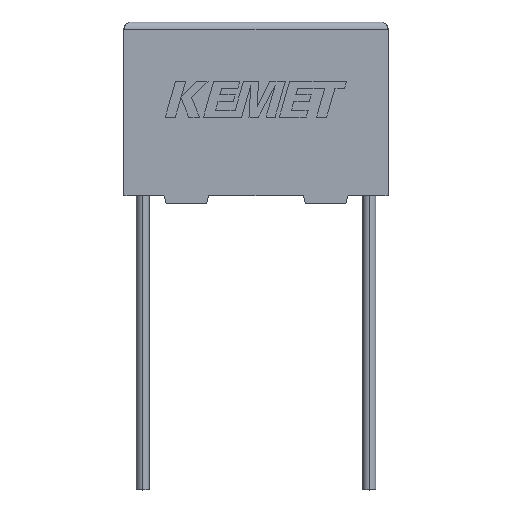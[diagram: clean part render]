
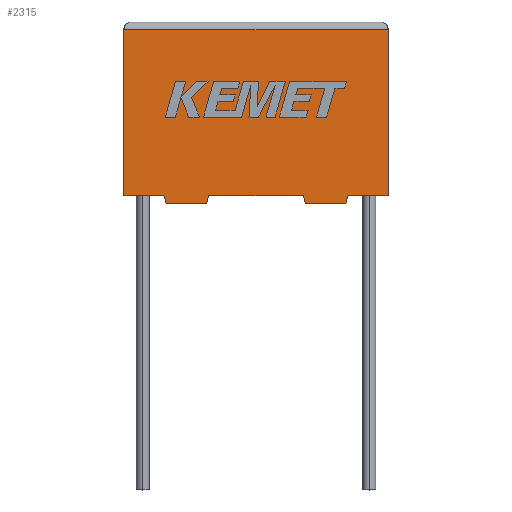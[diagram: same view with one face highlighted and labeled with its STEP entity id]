
A CAD part, top view. The second image highlights one B-rep face of the part: STEP entity #2315.
In plain terms, the highlighted planar face has unit normal (0, 0, 1).
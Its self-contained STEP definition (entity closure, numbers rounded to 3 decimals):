
#22 = DIRECTION ( 'NONE',  ( -1., 0., 0. ) ) ;
#48 = LINE ( 'NONE', #1337, #2824 ) ;
#65 = VERTEX_POINT ( 'NONE', #90 ) ;
#90 = CARTESIAN_POINT ( 'NONE',  ( 2.65, 0., 6. ) ) ;
#100 = DIRECTION ( 'NONE',  ( 1., 0., 0. ) ) ;
#125 = CARTESIAN_POINT ( 'NONE',  ( 17.5, 11., 6. ) ) ;
#153 = EDGE_CURVE ( 'NONE', #1817, #3219, #1614, .T. ) ;
#172 = VECTOR ( 'NONE', #100, 1000. ) ;
#263 = CARTESIAN_POINT ( 'NONE',  ( 2.65, 0., 6. ) ) ;
#270 = CARTESIAN_POINT ( 'NONE',  ( 2.8, -0.5, 6. ) ) ;
#276 = EDGE_CURVE ( 'NONE', #1039, #2909, #2208, .T. ) ;
#336 = CARTESIAN_POINT ( 'NONE',  ( 14.85, 0., 6. ) ) ;
#383 = CARTESIAN_POINT ( 'NONE',  ( 5.628, 0., 6. ) ) ;
#388 = DIRECTION ( 'NONE',  ( 0., -1., 0. ) ) ;
#400 = EDGE_LOOP ( 'NONE', ( #1654, #2908, #721, #2617, #1012, #2552, #3176, #757, #825, #1080, #2342, #1747 ) ) ;
#530 = CARTESIAN_POINT ( 'NONE',  ( 17.5, 0., 6. ) ) ;
#536 = CARTESIAN_POINT ( 'NONE',  ( 0., 0., 6. ) ) ;
#537 = VERTEX_POINT ( 'NONE', #2333 ) ;
#560 = EDGE_CURVE ( 'NONE', #3219, #2492, #48, .T. ) ;
#565 = VERTEX_POINT ( 'NONE', #125 ) ;
#578 = EDGE_CURVE ( 'NONE', #2088, #1894, #918, .T. ) ;
#581 = CARTESIAN_POINT ( 'NONE',  ( 0., 0., 6. ) ) ;
#625 = EDGE_CURVE ( 'NONE', #565, #3015, #1074, .T. ) ;
#677 = VECTOR ( 'NONE', #853, 1000. ) ;
#711 = LINE ( 'NONE', #1317, #2319 ) ;
#721 = ORIENTED_EDGE ( 'NONE', *, *, #1155, .T. ) ;
#741 = LINE ( 'NONE', #336, #1728 ) ;
#757 = ORIENTED_EDGE ( 'NONE', *, *, #1967, .T. ) ;
#825 = ORIENTED_EDGE ( 'NONE', *, *, #276, .F. ) ;
#853 = DIRECTION ( 'NONE',  ( 1., 0., 0. ) ) ;
#877 = LINE ( 'NONE', #1340, #2982 ) ;
#910 = VECTOR ( 'NONE', #2294, 1000. ) ;
#918 = LINE ( 'NONE', #581, #172 ) ;
#1012 = ORIENTED_EDGE ( 'NONE', *, *, #1374, .T. ) ;
#1015 = PLANE ( 'NONE',  #1672 ) ;
#1028 = DIRECTION ( 'NONE',  ( 0.287, -0.958, 0. ) ) ;
#1039 = VERTEX_POINT ( 'NONE', #1065 ) ;
#1065 = CARTESIAN_POINT ( 'NONE',  ( 12.023, -0.5, 6. ) ) ;
#1074 = LINE ( 'NONE', #2929, #2331 ) ;
#1080 = ORIENTED_EDGE ( 'NONE', *, *, #1496, .F. ) ;
#1155 = EDGE_CURVE ( 'NONE', #3015, #2778, #2399, .T. ) ;
#1317 = CARTESIAN_POINT ( 'NONE',  ( 0., 0., 6. ) ) ;
#1323 = CARTESIAN_POINT ( 'NONE',  ( 12.023, -0.5, 6. ) ) ;
#1337 = CARTESIAN_POINT ( 'NONE',  ( 5.478, -0.5, 6. ) ) ;
#1340 = CARTESIAN_POINT ( 'NONE',  ( 14.7, -0.5, 6. ) ) ;
#1374 = EDGE_CURVE ( 'NONE', #65, #1817, #1776, .T. ) ;
#1432 = DIRECTION ( 'NONE',  ( -1., 0., 0. ) ) ;
#1457 = CARTESIAN_POINT ( 'NONE',  ( 0., 0., 6. ) ) ;
#1496 = EDGE_CURVE ( 'NONE', #537, #1039, #877, .T. ) ;
#1530 = CARTESIAN_POINT ( 'NONE',  ( 5.478, -0.5, 6. ) ) ;
#1587 = CARTESIAN_POINT ( 'NONE',  ( 2.8, -0.5, 6. ) ) ;
#1614 = LINE ( 'NONE', #1587, #677 ) ;
#1641 = VECTOR ( 'NONE', #3066, 1000. ) ;
#1653 = FACE_OUTER_BOUND ( 'NONE', #400, .T. ) ;
#1654 = ORIENTED_EDGE ( 'NONE', *, *, #2837, .T. ) ;
#1660 = CARTESIAN_POINT ( 'NONE',  ( 11.873, 0., 6. ) ) ;
#1672 = AXIS2_PLACEMENT_3D ( 'NONE', #1457, #3210, #22 ) ;
#1720 = LINE ( 'NONE', #530, #1641 ) ;
#1728 = VECTOR ( 'NONE', #2798, 1000. ) ;
#1747 = ORIENTED_EDGE ( 'NONE', *, *, #578, .T. ) ;
#1776 = LINE ( 'NONE', #263, #2624 ) ;
#1817 = VERTEX_POINT ( 'NONE', #270 ) ;
#1839 = DIRECTION ( 'NONE',  ( -1., 0., 0. ) ) ;
#1894 = VERTEX_POINT ( 'NONE', #1976 ) ;
#1923 = CARTESIAN_POINT ( 'NONE',  ( 14.85, 0., 6. ) ) ;
#1967 = EDGE_CURVE ( 'NONE', #2492, #2909, #2367, .T. ) ;
#1976 = CARTESIAN_POINT ( 'NONE',  ( 17.5, 0., 6. ) ) ;
#2088 = VERTEX_POINT ( 'NONE', #1923 ) ;
#2208 = LINE ( 'NONE', #1323, #2280 ) ;
#2280 = VECTOR ( 'NONE', #2345, 1000. ) ;
#2294 = DIRECTION ( 'NONE',  ( 1., 0., 0. ) ) ;
#2299 = DIRECTION ( 'NONE',  ( 1., 0., 0. ) ) ;
#2315 = ADVANCED_FACE ( 'NONE', ( #1653 ), #1015, .F. ) ;
#2319 = VECTOR ( 'NONE', #2299, 1000. ) ;
#2331 = VECTOR ( 'NONE', #1432, 1000. ) ;
#2333 = CARTESIAN_POINT ( 'NONE',  ( 14.7, -0.5, 6. ) ) ;
#2342 = ORIENTED_EDGE ( 'NONE', *, *, #2402, .F. ) ;
#2345 = DIRECTION ( 'NONE',  ( -0.287, 0.958, 0. ) ) ;
#2367 = LINE ( 'NONE', #536, #910 ) ;
#2393 = CARTESIAN_POINT ( 'NONE',  ( 0., 11., 6. ) ) ;
#2399 = LINE ( 'NONE', #2591, #2770 ) ;
#2402 = EDGE_CURVE ( 'NONE', #2088, #537, #741, .T. ) ;
#2424 = EDGE_CURVE ( 'NONE', #2778, #65, #711, .T. ) ;
#2492 = VERTEX_POINT ( 'NONE', #383 ) ;
#2552 = ORIENTED_EDGE ( 'NONE', *, *, #153, .T. ) ;
#2591 = CARTESIAN_POINT ( 'NONE',  ( 0., 0., 6. ) ) ;
#2617 = ORIENTED_EDGE ( 'NONE', *, *, #2424, .T. ) ;
#2624 = VECTOR ( 'NONE', #1028, 1000. ) ;
#2770 = VECTOR ( 'NONE', #388, 1000. ) ;
#2778 = VERTEX_POINT ( 'NONE', #2895 ) ;
#2798 = DIRECTION ( 'NONE',  ( -0.287, -0.958, 0. ) ) ;
#2824 = VECTOR ( 'NONE', #2829, 1000. ) ;
#2829 = DIRECTION ( 'NONE',  ( 0.287, 0.958, 0. ) ) ;
#2837 = EDGE_CURVE ( 'NONE', #1894, #565, #1720, .T. ) ;
#2895 = CARTESIAN_POINT ( 'NONE',  ( 0., 0., 6. ) ) ;
#2908 = ORIENTED_EDGE ( 'NONE', *, *, #625, .T. ) ;
#2909 = VERTEX_POINT ( 'NONE', #1660 ) ;
#2929 = CARTESIAN_POINT ( 'NONE',  ( 0., 11., 6. ) ) ;
#2982 = VECTOR ( 'NONE', #1839, 1000. ) ;
#3015 = VERTEX_POINT ( 'NONE', #2393 ) ;
#3066 = DIRECTION ( 'NONE',  ( 0., 1., 0. ) ) ;
#3176 = ORIENTED_EDGE ( 'NONE', *, *, #560, .T. ) ;
#3210 = DIRECTION ( 'NONE',  ( 0., 0., -1. ) ) ;
#3219 = VERTEX_POINT ( 'NONE', #1530 ) ;
